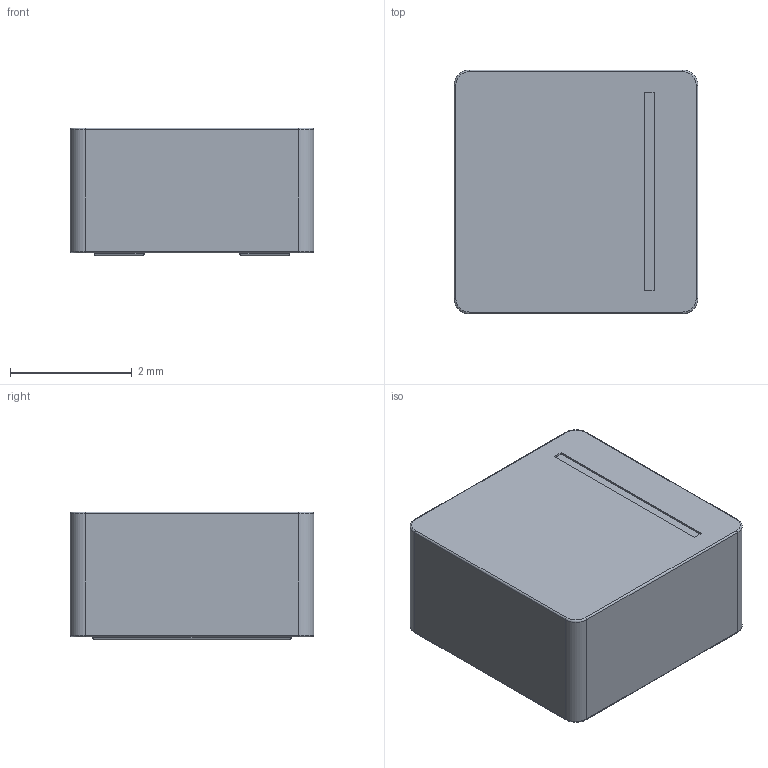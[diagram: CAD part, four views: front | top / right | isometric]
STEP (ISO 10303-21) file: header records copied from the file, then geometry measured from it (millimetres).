
FILE_DESCRIPTION(/* description */ ('Unknown'),/* implementation_level */ '2;1');
FILE_NAME(/* name */ 'XAL4020-152MEC',/* time_stamp */ '2023-08-09T14:46:35+02:00',/* author */ ('Unknown'),/* organization */ ('Unknown'),/* preprocessor_version */ 'ST-DEVELOPER v18.102',/* originating_system */ 'Solid Edge',/* authorisation */ 'Unknown');
FILE_SCHEMA (('AUTOMOTIVE_DESIGN {1 0 10303 214 3 1 1}'));
Length unit declared in the file: millimetre
Products named in the file (1): XAL4020-152MEC
Bounding box: 4 x 4 x 2.1 mm (x, y, z)
Volume: 32.9 mm3; surface area: 64.2 mm2
Topology: 1 solids, 1 shells, 49 faces, 108 edges, 64 vertices
Faces by surface type: plane 21, cylinder 20, torus 8
Entity records: 1698 total; most frequent: DIRECTION 248, CARTESIAN_POINT 222, ORIENTED_EDGE 216, EDGE_CURVE 108, AXIS2_PLACEMENT_3D 90, LINE 68, VECTOR 68, VERTEX_POINT 64
